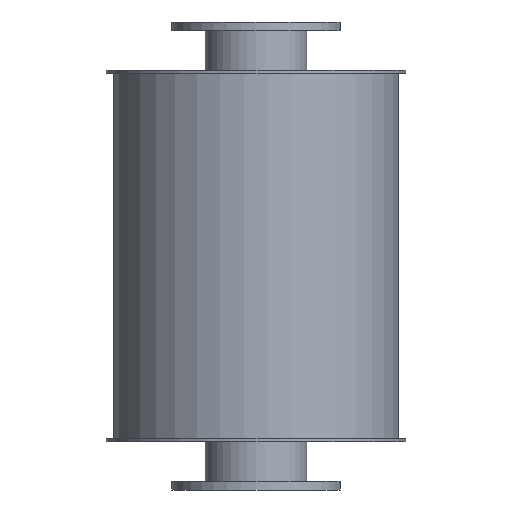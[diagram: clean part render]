
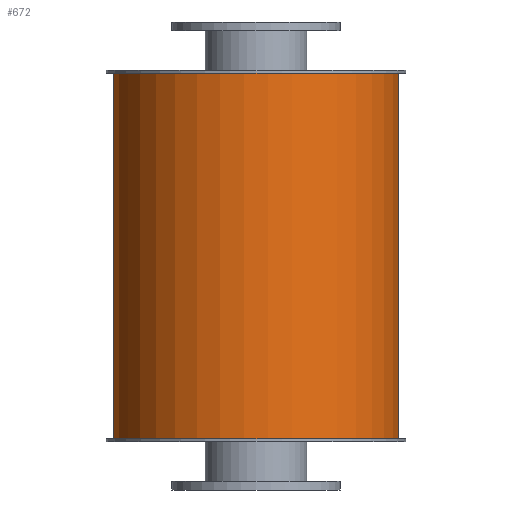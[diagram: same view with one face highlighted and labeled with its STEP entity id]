
A CAD part, front view. The second image highlights one B-rep face of the part: STEP entity #672.
In plain terms, the highlighted cylindrical face has radius 195 mm (diameter 390 mm), a partial arc.
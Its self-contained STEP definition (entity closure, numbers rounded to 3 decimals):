
#19=LINE('',#1176,#27);
#21=LINE('',#1185,#29);
#27=VECTOR('',#991,500.);
#29=VECTOR('',#999,500.);
#168=FACE_OUTER_BOUND('',#270,.T.);
#270=EDGE_LOOP('',(#588,#589,#590,#591));
#328=CIRCLE('',#785,195.);
#330=CIRCLE('',#788,195.);
#386=VERTEX_POINT('',#1173);
#387=VERTEX_POINT('',#1175);
#390=VERTEX_POINT('',#1182);
#391=VERTEX_POINT('',#1184);
#450=EDGE_CURVE('',#387,#386,#19,.T.);
#454=EDGE_CURVE('',#391,#390,#21,.T.);
#456=EDGE_CURVE('',#391,#386,#328,.T.);
#458=EDGE_CURVE('',#390,#387,#330,.T.);
#588=ORIENTED_EDGE('',*,*,#454,.T.);
#589=ORIENTED_EDGE('',*,*,#458,.T.);
#590=ORIENTED_EDGE('',*,*,#450,.T.);
#591=ORIENTED_EDGE('',*,*,#456,.F.);
#624=CYLINDRICAL_SURFACE('',#790,195.);
#672=ADVANCED_FACE('',(#168),#624,.T.);
#785=AXIS2_PLACEMENT_3D('',#1188,#1004,#1005);
#788=AXIS2_PLACEMENT_3D('',#1191,#1010,#1011);
#790=AXIS2_PLACEMENT_3D('',#1193,#1014,#1015);
#991=DIRECTION('',(0.,0.,-1.));
#999=DIRECTION('',(0.,0.,1.));
#1004=DIRECTION('center_axis',(0.,0.,-1.));
#1005=DIRECTION('ref_axis',(-1.,0.,0.));
#1010=DIRECTION('center_axis',(0.,0.,-1.));
#1011=DIRECTION('ref_axis',(-1.,0.,0.));
#1014=DIRECTION('center_axis',(0.,0.,1.));
#1015=DIRECTION('ref_axis',(-1.,0.,0.));
#1173=CARTESIAN_POINT('',(-58.072,186.152,0.));
#1175=CARTESIAN_POINT('',(-58.072,186.152,500.));
#1176=CARTESIAN_POINT('',(-58.072,186.152,500.));
#1182=CARTESIAN_POINT('',(58.072,186.152,500.));
#1184=CARTESIAN_POINT('',(58.072,186.152,0.));
#1185=CARTESIAN_POINT('',(58.072,186.152,500.));
#1188=CARTESIAN_POINT('Origin',(0.,0.,0.));
#1191=CARTESIAN_POINT('Origin',(0.,0.,500.));
#1193=CARTESIAN_POINT('Origin',(0.,0.,0.));
